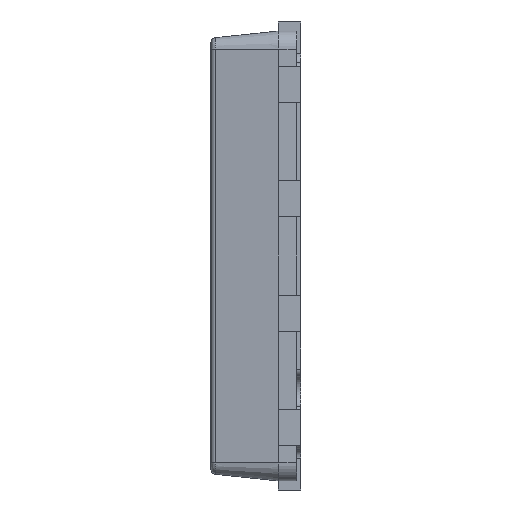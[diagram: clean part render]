
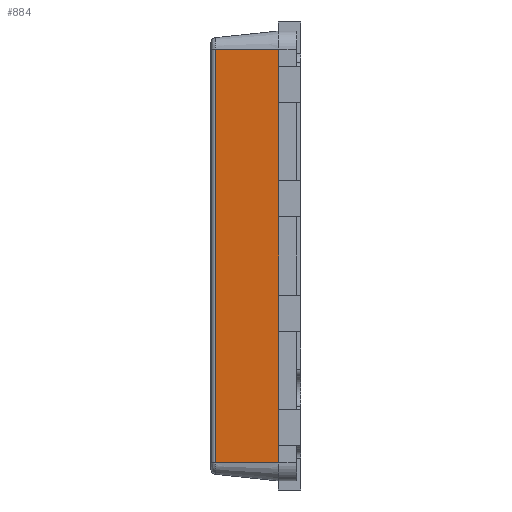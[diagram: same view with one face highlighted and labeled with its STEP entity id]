
A CAD part, left-side view. The second image highlights one B-rep face of the part: STEP entity #884.
In plain terms, the highlighted planar face has unit normal (-0.995, 0.104, 0).
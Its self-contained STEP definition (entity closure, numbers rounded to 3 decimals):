
#125 = CARTESIAN_POINT ( 'NONE',  ( -3., 0.25, 1.705 ) ) ;
#138 = EDGE_CURVE ( 'NONE', #4850, #4861, #6185, .T. ) ;
#250 = VECTOR ( 'NONE', #2817, 1000. ) ;
#264 = ORIENTED_EDGE ( 'NONE', *, *, #851, .T. ) ;
#302 = VERTEX_POINT ( 'NONE', #5646 ) ;
#365 = EDGE_CURVE ( 'NONE', #3712, #4861, #5639, .T. ) ;
#446 = LINE ( 'NONE', #2914, #4154 ) ;
#476 = ORIENTED_EDGE ( 'NONE', *, *, #1631, .T. ) ;
#504 = LINE ( 'NONE', #1714, #658 ) ;
#534 = VERTEX_POINT ( 'NONE', #125 ) ;
#555 = DIRECTION ( 'NONE',  ( -0.105, -0.995, 0. ) ) ;
#636 = DIRECTION ( 'NONE',  ( 0., 0., 1. ) ) ;
#658 = VECTOR ( 'NONE', #1732, 1000. ) ;
#791 = CARTESIAN_POINT ( 'NONE',  ( -3., 0.25, 0.835 ) ) ;
#851 = EDGE_CURVE ( 'NONE', #5032, #534, #504, .T. ) ;
#884 = ADVANCED_FACE ( 'NONE', ( #5478 ), #2191, .T. ) ;
#1012 = DIRECTION ( 'NONE',  ( -0.105, -0.995, 0. ) ) ;
#1025 = ORIENTED_EDGE ( 'NONE', *, *, #3588, .T. ) ;
#1060 = CARTESIAN_POINT ( 'NONE',  ( -3., 0.25, -2.105 ) ) ;
#1067 = CARTESIAN_POINT ( 'NONE',  ( -3., 0.25, -0.435 ) ) ;
#1106 = LINE ( 'NONE', #3815, #3382 ) ;
#1143 = VECTOR ( 'NONE', #636, 1000. ) ;
#1157 = VECTOR ( 'NONE', #1671, 1000. ) ;
#1207 = LINE ( 'NONE', #5059, #6181 ) ;
#1360 = AXIS2_PLACEMENT_3D ( 'NONE', #2133, #2255, #2282 ) ;
#1419 = EDGE_CURVE ( 'NONE', #4553, #6050, #2005, .T. ) ;
#1431 = ORIENTED_EDGE ( 'NONE', *, *, #4429, .T. ) ;
#1631 = EDGE_CURVE ( 'NONE', #6146, #3230, #1106, .T. ) ;
#1671 = DIRECTION ( 'NONE',  ( 0., 0., 1. ) ) ;
#1683 = LINE ( 'NONE', #3759, #250 ) ;
#1714 = CARTESIAN_POINT ( 'NONE',  ( -3., 0.25, -2.3 ) ) ;
#1732 = DIRECTION ( 'NONE',  ( 0., 0., 1. ) ) ;
#1940 = VECTOR ( 'NONE', #3953, 1000. ) ;
#2005 = LINE ( 'NONE', #5671, #5705 ) ;
#2114 = CARTESIAN_POINT ( 'NONE',  ( -3., 0.25, -0.835 ) ) ;
#2116 = LINE ( 'NONE', #3536, #1143 ) ;
#2122 = EDGE_CURVE ( 'NONE', #4582, #4553, #2769, .T. ) ;
#2133 = CARTESIAN_POINT ( 'NONE',  ( -3., 0.25, -2.3 ) ) ;
#2191 = PLANE ( 'NONE',  #1360 ) ;
#2255 = DIRECTION ( 'NONE',  ( -0.995, 0.105, 0. ) ) ;
#2282 = DIRECTION ( 'NONE',  ( -0.105, -0.995, 0. ) ) ;
#2439 = LINE ( 'NONE', #5995, #1157 ) ;
#2456 = CARTESIAN_POINT ( 'NONE',  ( -52450.04, -499000., 2.3 ) ) ;
#2623 = VECTOR ( 'NONE', #3364, 1000. ) ;
#2630 = EDGE_CURVE ( 'NONE', #4582, #4850, #3591, .T. ) ;
#2737 = ORIENTED_EDGE ( 'NONE', *, *, #5912, .T. ) ;
#2769 = LINE ( 'NONE', #6252, #4051 ) ;
#2794 = ORIENTED_EDGE ( 'NONE', *, *, #5410, .T. ) ;
#2817 = DIRECTION ( 'NONE',  ( 0., 0., 1. ) ) ;
#2877 = CARTESIAN_POINT ( 'NONE',  ( -2.926, 0.955, 0. ) ) ;
#2914 = CARTESIAN_POINT ( 'NONE',  ( -3., 0.25, -2.3 ) ) ;
#3230 = VERTEX_POINT ( 'NONE', #1067 ) ;
#3364 = DIRECTION ( 'NONE',  ( 0., 0., 1. ) ) ;
#3382 = VECTOR ( 'NONE', #4323, 1000. ) ;
#3536 = CARTESIAN_POINT ( 'NONE',  ( -3., 0.25, -2.3 ) ) ;
#3588 = EDGE_CURVE ( 'NONE', #3696, #6146, #2439, .T. ) ;
#3591 = LINE ( 'NONE', #2877, #2623 ) ;
#3645 = CARTESIAN_POINT ( 'NONE',  ( -2.926, 0.955, -2.3 ) ) ;
#3696 = VERTEX_POINT ( 'NONE', #4193 ) ;
#3712 = VERTEX_POINT ( 'NONE', #5153 ) ;
#3759 = CARTESIAN_POINT ( 'NONE',  ( -3., 0.25, -2.3 ) ) ;
#3779 = EDGE_CURVE ( 'NONE', #302, #5032, #1683, .T. ) ;
#3815 = CARTESIAN_POINT ( 'NONE',  ( -3., 0.25, -2.3 ) ) ;
#3824 = ORIENTED_EDGE ( 'NONE', *, *, #2122, .T. ) ;
#3877 = ORIENTED_EDGE ( 'NONE', *, *, #365, .T. ) ;
#3926 = CARTESIAN_POINT ( 'NONE',  ( -3., 0.25, -2.3 ) ) ;
#3953 = DIRECTION ( 'NONE',  ( 0., 0., 1. ) ) ;
#4051 = VECTOR ( 'NONE', #555, 1000. ) ;
#4154 = VECTOR ( 'NONE', #4345, 1000. ) ;
#4193 = CARTESIAN_POINT ( 'NONE',  ( -3., 0.25, -1.705 ) ) ;
#4323 = DIRECTION ( 'NONE',  ( 0., 0., 1. ) ) ;
#4330 = EDGE_LOOP ( 'NONE', ( #2737, #3877, #4980, #4903, #3824, #4776, #2794, #1025, #476, #1431, #6150, #264 ) ) ;
#4345 = DIRECTION ( 'NONE',  ( 0., 0., 1. ) ) ;
#4429 = EDGE_CURVE ( 'NONE', #3230, #302, #2116, .T. ) ;
#4553 = VERTEX_POINT ( 'NONE', #5522 ) ;
#4582 = VERTEX_POINT ( 'NONE', #3645 ) ;
#4776 = ORIENTED_EDGE ( 'NONE', *, *, #1419, .T. ) ;
#4850 = VERTEX_POINT ( 'NONE', #4960 ) ;
#4861 = VERTEX_POINT ( 'NONE', #4986 ) ;
#4903 = ORIENTED_EDGE ( 'NONE', *, *, #2630, .F. ) ;
#4960 = CARTESIAN_POINT ( 'NONE',  ( -2.926, 0.955, 2.3 ) ) ;
#4980 = ORIENTED_EDGE ( 'NONE', *, *, #138, .F. ) ;
#4986 = CARTESIAN_POINT ( 'NONE',  ( -3., 0.25, 2.3 ) ) ;
#5032 = VERTEX_POINT ( 'NONE', #791 ) ;
#5059 = CARTESIAN_POINT ( 'NONE',  ( -3., 0.25, -2.3 ) ) ;
#5153 = CARTESIAN_POINT ( 'NONE',  ( -3., 0.25, 2.105 ) ) ;
#5410 = EDGE_CURVE ( 'NONE', #6050, #3696, #1207, .T. ) ;
#5478 = FACE_OUTER_BOUND ( 'NONE', #4330, .T. ) ;
#5522 = CARTESIAN_POINT ( 'NONE',  ( -3., 0.25, -2.3 ) ) ;
#5549 = DIRECTION ( 'NONE',  ( 0., 0., 1. ) ) ;
#5629 = DIRECTION ( 'NONE',  ( 0., 0., 1. ) ) ;
#5639 = LINE ( 'NONE', #3926, #1940 ) ;
#5646 = CARTESIAN_POINT ( 'NONE',  ( -3., 0.25, 0.435 ) ) ;
#5671 = CARTESIAN_POINT ( 'NONE',  ( -3., 0.25, -2.3 ) ) ;
#5705 = VECTOR ( 'NONE', #5629, 1000. ) ;
#5912 = EDGE_CURVE ( 'NONE', #534, #3712, #446, .T. ) ;
#5995 = CARTESIAN_POINT ( 'NONE',  ( -3., 0.25, -2.3 ) ) ;
#6033 = VECTOR ( 'NONE', #1012, 1000. ) ;
#6050 = VERTEX_POINT ( 'NONE', #1060 ) ;
#6146 = VERTEX_POINT ( 'NONE', #2114 ) ;
#6150 = ORIENTED_EDGE ( 'NONE', *, *, #3779, .T. ) ;
#6181 = VECTOR ( 'NONE', #5549, 1000. ) ;
#6185 = LINE ( 'NONE', #2456, #6033 ) ;
#6252 = CARTESIAN_POINT ( 'NONE',  ( -3., 0.25, -2.3 ) ) ;
